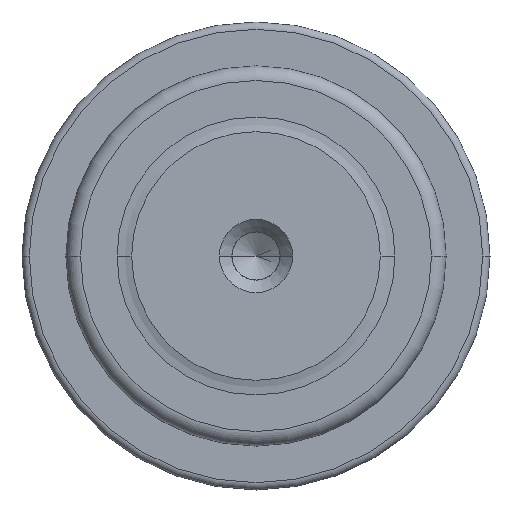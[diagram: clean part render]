
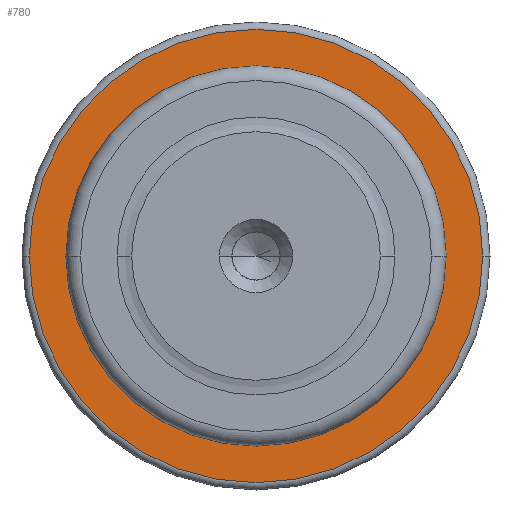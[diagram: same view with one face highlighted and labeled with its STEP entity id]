
A CAD part, front view. The second image highlights one B-rep face of the part: STEP entity #780.
In plain terms, the highlighted planar face has unit normal (0, -1, 0).
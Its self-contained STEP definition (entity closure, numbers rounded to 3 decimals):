
#430=CARTESIAN_POINT('',(1.3,21.6,0.));
#440=DIRECTION('',(-0.,-1.,-0.));
#450=DIRECTION('',(-1.,0.,0.));
#460=AXIS2_PLACEMENT_3D('',#430,#440,#450);
#470=PLANE('',#460);
#480=CARTESIAN_POINT('',(15.9,21.6,0.));
#490=DIRECTION('',(0.,1.,0.));
#500=DIRECTION('',(1.,0.,0.));
#510=AXIS2_PLACEMENT_3D('',#480,#490,#500);
#520=CIRCLE('',#510,15.5);
#530=CARTESIAN_POINT('',(31.4,21.6,0.));
#540=VERTEX_POINT('',#530);
#550=CARTESIAN_POINT('',(0.4,21.6,0.));
#560=VERTEX_POINT('',#550);
#570=EDGE_CURVE('',#540,#560,#520,.T.);
#580=ORIENTED_EDGE('',*,*,#570,.F.);
#590=EDGE_CURVE('',#560,#540,#520,.T.);
#600=ORIENTED_EDGE('',*,*,#590,.F.);
#610=EDGE_LOOP('',(#600,#580));
#620=FACE_OUTER_BOUND('',#610,.T.);
#630=CARTESIAN_POINT('',(15.9,21.6,0.));
#640=DIRECTION('',(0.,-1.,0.));
#650=DIRECTION('',(-1.,0.,0.));
#660=AXIS2_PLACEMENT_3D('',#630,#640,#650);
#670=CIRCLE('',#660,13.);
#680=CARTESIAN_POINT('',(28.9,21.6,0.));
#690=VERTEX_POINT('',#680);
#700=CARTESIAN_POINT('',(2.9,21.6,0.));
#710=VERTEX_POINT('',#700);
#720=EDGE_CURVE('',#690,#710,#670,.T.);
#730=ORIENTED_EDGE('',*,*,#720,.F.);
#740=EDGE_CURVE('',#710,#690,#670,.T.);
#750=ORIENTED_EDGE('',*,*,#740,.F.);
#760=EDGE_LOOP('',(#750,#730));
#770=FACE_BOUND('',#760,.T.);
#780=ADVANCED_FACE('',(#620,#770),#470,.T.);
